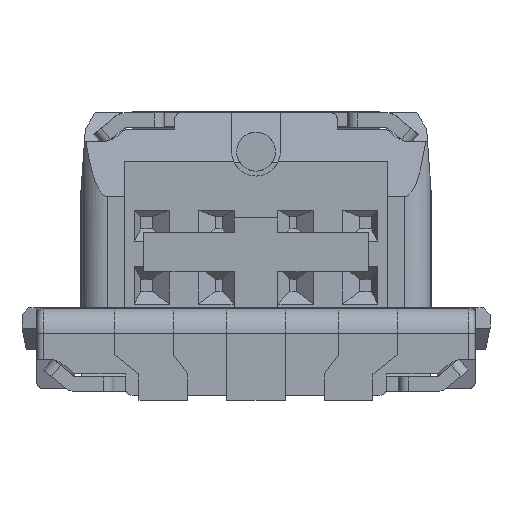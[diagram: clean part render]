
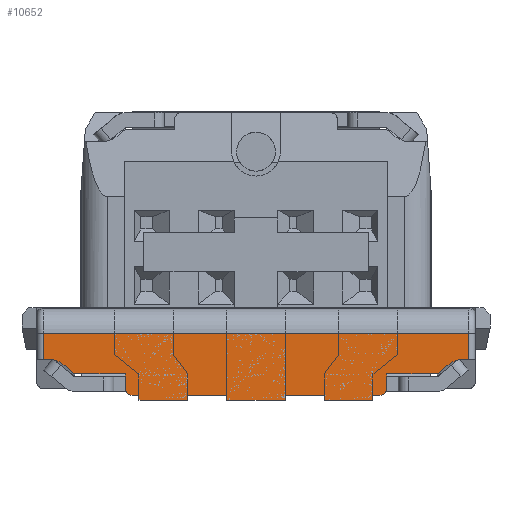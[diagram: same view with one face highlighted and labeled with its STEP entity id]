
A CAD part, front view. The second image highlights one B-rep face of the part: STEP entity #10652.
In plain terms, the highlighted planar face has unit normal (0, -1, 0).
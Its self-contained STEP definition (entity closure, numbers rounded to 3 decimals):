
#1121 = VERTEX_POINT('',#1122);
#1122 = CARTESIAN_POINT('',(-1.34,-0.9,-1.23));
#1128 = EDGE_CURVE('',#1129,#1121,#1131,.T.);
#1129 = VERTEX_POINT('',#1130);
#1130 = CARTESIAN_POINT('',(-1.86,-0.9,-1.23));
#1131 = LINE('',#1132,#1133);
#1132 = CARTESIAN_POINT('',(-1.34,-0.9,-1.23));
#1133 = VECTOR('',#1134,1.);
#1134 = DIRECTION('',(1.,-0.,-0.));
#1209 = VERTEX_POINT('',#1210);
#1210 = CARTESIAN_POINT('',(1.86,-0.9,-1.23));
#1216 = EDGE_CURVE('',#1217,#1209,#1219,.T.);
#1217 = VERTEX_POINT('',#1218);
#1218 = CARTESIAN_POINT('',(1.34,-0.9,-1.23));
#1219 = LINE('',#1220,#1221);
#1220 = CARTESIAN_POINT('',(1.86,-0.9,-1.23));
#1221 = VECTOR('',#1222,1.);
#1222 = DIRECTION('',(1.,-0.,-0.));
#8555 = VERTEX_POINT('',#8556);
#8556 = CARTESIAN_POINT('',(-2.18,-0.9,-0.811));
#8590 = VERTEX_POINT('',#8591);
#8591 = CARTESIAN_POINT('',(2.18,-0.9,-0.811));
#8655 = VERTEX_POINT('',#8656);
#8656 = CARTESIAN_POINT('',(1.2,-0.9,-1.45));
#8662 = EDGE_CURVE('',#8663,#8655,#8665,.T.);
#8663 = VERTEX_POINT('',#8664);
#8664 = CARTESIAN_POINT('',(1.2,-0.9,-1.5));
#8665 = LINE('',#8666,#8667);
#8666 = CARTESIAN_POINT('',(1.2,-0.9,-1.5));
#8667 = VECTOR('',#8668,1.);
#8668 = DIRECTION('',(0.,-0.,1.));
#8686 = EDGE_CURVE('',#8663,#8687,#8689,.T.);
#8687 = VERTEX_POINT('',#8688);
#8688 = CARTESIAN_POINT('',(0.7,-0.9,-1.5));
#8689 = LINE('',#8690,#8691);
#8690 = CARTESIAN_POINT('',(1.2,-0.9,-1.5));
#8691 = VECTOR('',#8692,1.);
#8692 = DIRECTION('',(-1.,0.,0.));
#8710 = VERTEX_POINT('',#8711);
#8711 = CARTESIAN_POINT('',(0.7,-0.9,-1.45));
#8719 = EDGE_CURVE('',#8687,#8710,#8720,.T.);
#8720 = LINE('',#8721,#8722);
#8721 = CARTESIAN_POINT('',(0.7,-0.9,-1.5));
#8722 = VECTOR('',#8723,1.);
#8723 = DIRECTION('',(0.,-0.,1.));
#8734 = VERTEX_POINT('',#8735);
#8735 = CARTESIAN_POINT('',(0.3,-0.9,-1.45));
#8741 = EDGE_CURVE('',#8742,#8734,#8744,.T.);
#8742 = VERTEX_POINT('',#8743);
#8743 = CARTESIAN_POINT('',(0.3,-0.9,-1.5));
#8744 = LINE('',#8745,#8746);
#8745 = CARTESIAN_POINT('',(0.3,-0.9,-1.5));
#8746 = VECTOR('',#8747,1.);
#8747 = DIRECTION('',(0.,-0.,1.));
#8765 = EDGE_CURVE('',#8742,#8766,#8768,.T.);
#8766 = VERTEX_POINT('',#8767);
#8767 = CARTESIAN_POINT('',(-0.3,-0.9,-1.5));
#8768 = LINE('',#8769,#8770);
#8769 = CARTESIAN_POINT('',(0.3,-0.9,-1.5));
#8770 = VECTOR('',#8771,1.);
#8771 = DIRECTION('',(-1.,0.,0.));
#8789 = VERTEX_POINT('',#8790);
#8790 = CARTESIAN_POINT('',(-0.3,-0.9,-1.45));
#8798 = EDGE_CURVE('',#8766,#8789,#8799,.T.);
#8799 = LINE('',#8800,#8801);
#8800 = CARTESIAN_POINT('',(-0.3,-0.9,-1.5));
#8801 = VECTOR('',#8802,1.);
#8802 = DIRECTION('',(0.,-0.,1.));
#8813 = VERTEX_POINT('',#8814);
#8814 = CARTESIAN_POINT('',(-0.7,-0.9,-1.45));
#8820 = EDGE_CURVE('',#8821,#8813,#8823,.T.);
#8821 = VERTEX_POINT('',#8822);
#8822 = CARTESIAN_POINT('',(-0.7,-0.9,-1.5));
#8823 = LINE('',#8824,#8825);
#8824 = CARTESIAN_POINT('',(-0.7,-0.9,-1.5));
#8825 = VECTOR('',#8826,1.);
#8826 = DIRECTION('',(0.,-0.,1.));
#8844 = EDGE_CURVE('',#8821,#8845,#8847,.T.);
#8845 = VERTEX_POINT('',#8846);
#8846 = CARTESIAN_POINT('',(-1.2,-0.9,-1.5));
#8847 = LINE('',#8848,#8849);
#8848 = CARTESIAN_POINT('',(-0.7,-0.9,-1.5));
#8849 = VECTOR('',#8850,1.);
#8850 = DIRECTION('',(-1.,0.,0.));
#8868 = VERTEX_POINT('',#8869);
#8869 = CARTESIAN_POINT('',(-1.2,-0.9,-1.45));
#8877 = EDGE_CURVE('',#8845,#8868,#8878,.T.);
#8878 = LINE('',#8879,#8880);
#8879 = CARTESIAN_POINT('',(-1.2,-0.9,-1.5));
#8880 = VECTOR('',#8881,1.);
#8881 = DIRECTION('',(0.,-0.,1.));
#8901 = VERTEX_POINT('',#8902);
#8902 = CARTESIAN_POINT('',(-2.18,-0.9,-1.08));
#8909 = EDGE_CURVE('',#8555,#8901,#8910,.T.);
#8910 = LINE('',#8911,#8912);
#8911 = CARTESIAN_POINT('',(-2.18,-0.9,-1.08));
#8912 = VECTOR('',#8913,1.);
#8913 = DIRECTION('',(0.,0.,-1.));
#8923 = EDGE_CURVE('',#8590,#8555,#8924,.T.);
#8924 = LINE('',#8925,#8926);
#8925 = CARTESIAN_POINT('',(2.25,-0.9,-0.811));
#8926 = VECTOR('',#8927,1.);
#8927 = DIRECTION('',(-1.,-0.,-0.));
#8948 = VERTEX_POINT('',#8949);
#8949 = CARTESIAN_POINT('',(2.18,-0.9,-1.08));
#8963 = EDGE_CURVE('',#8948,#8590,#8964,.T.);
#8964 = LINE('',#8965,#8966);
#8965 = CARTESIAN_POINT('',(2.18,-0.9,-0.811));
#8966 = VECTOR('',#8967,1.);
#8967 = DIRECTION('',(0.,0.,1.));
#10458 = EDGE_CURVE('',#10459,#8901,#10461,.T.);
#10459 = VERTEX_POINT('',#10460);
#10460 = CARTESIAN_POINT('',(-2.13,-0.9,-1.08));
#10461 = LINE('',#10462,#10463);
#10462 = CARTESIAN_POINT('',(-2.13,-0.9,-1.08));
#10463 = VECTOR('',#10464,1.);
#10464 = DIRECTION('',(-1.,0.,0.));
#10634 = VERTEX_POINT('',#10635);
#10635 = CARTESIAN_POINT('',(1.969,-0.9,-1.138));
#10641 = EDGE_CURVE('',#1209,#10634,#10642,.T.);
#10642 = LINE('',#10643,#10644);
#10643 = CARTESIAN_POINT('',(1.86,-0.9,-1.23));
#10644 = VECTOR('',#10645,1.);
#10645 = DIRECTION('',(0.766,0.,0.643));
#10652 = ADVANCED_FACE('',(#10653),#10759,.T.);
#10653 = FACE_BOUND('',#10654,.T.);
#10654 = EDGE_LOOP('',(#10655,#10663,#10664,#10665,#10666,#10667,#10676,
    #10682,#10683,#10691,#10700,#10706,#10707,#10708,#10709,#10715,
    #10716,#10717,#10718,#10724,#10725,#10726,#10727,#10735,#10744,
    #10750,#10751,#10752));
#10655 = ORIENTED_EDGE('',*,*,#10656,.T.);
#10656 = EDGE_CURVE('',#10657,#8948,#10659,.T.);
#10657 = VERTEX_POINT('',#10658);
#10658 = CARTESIAN_POINT('',(2.13,-0.9,-1.08));
#10659 = LINE('',#10660,#10661);
#10660 = CARTESIAN_POINT('',(2.13,-0.9,-1.08));
#10661 = VECTOR('',#10662,1.);
#10662 = DIRECTION('',(1.,0.,0.));
#10663 = ORIENTED_EDGE('',*,*,#8963,.T.);
#10664 = ORIENTED_EDGE('',*,*,#8923,.T.);
#10665 = ORIENTED_EDGE('',*,*,#8909,.T.);
#10666 = ORIENTED_EDGE('',*,*,#10458,.F.);
#10667 = ORIENTED_EDGE('',*,*,#10668,.F.);
#10668 = EDGE_CURVE('',#10669,#10459,#10671,.T.);
#10669 = VERTEX_POINT('',#10670);
#10670 = CARTESIAN_POINT('',(-1.969,-0.9,-1.138));
#10671 = CIRCLE('',#10672,0.25);
#10672 = AXIS2_PLACEMENT_3D('',#10673,#10674,#10675);
#10673 = CARTESIAN_POINT('',(-2.13,-0.9,-1.33));
#10674 = DIRECTION('',(0.,-1.,0.));
#10675 = DIRECTION('',(0.,0.,-1.));
#10676 = ORIENTED_EDGE('',*,*,#10677,.F.);
#10677 = EDGE_CURVE('',#1129,#10669,#10678,.T.);
#10678 = LINE('',#10679,#10680);
#10679 = CARTESIAN_POINT('',(-1.86,-0.9,-1.23));
#10680 = VECTOR('',#10681,1.);
#10681 = DIRECTION('',(-0.766,0.,0.643));
#10682 = ORIENTED_EDGE('',*,*,#1128,.T.);
#10683 = ORIENTED_EDGE('',*,*,#10684,.T.);
#10684 = EDGE_CURVE('',#1121,#10685,#10687,.T.);
#10685 = VERTEX_POINT('',#10686);
#10686 = CARTESIAN_POINT('',(-1.34,-0.9,-1.38));
#10687 = LINE('',#10688,#10689);
#10688 = CARTESIAN_POINT('',(-1.34,-0.9,-1.38));
#10689 = VECTOR('',#10690,1.);
#10690 = DIRECTION('',(-0.,-0.,-1.));
#10691 = ORIENTED_EDGE('',*,*,#10692,.T.);
#10692 = EDGE_CURVE('',#10685,#10693,#10695,.T.);
#10693 = VERTEX_POINT('',#10694);
#10694 = CARTESIAN_POINT('',(-1.27,-0.9,-1.45));
#10695 = CIRCLE('',#10696,0.07);
#10696 = AXIS2_PLACEMENT_3D('',#10697,#10698,#10699);
#10697 = CARTESIAN_POINT('',(-1.27,-0.9,-1.38));
#10698 = DIRECTION('',(0.,-1.,0.));
#10699 = DIRECTION('',(0.,0.,-1.));
#10700 = ORIENTED_EDGE('',*,*,#10701,.T.);
#10701 = EDGE_CURVE('',#10693,#8868,#10702,.T.);
#10702 = LINE('',#10703,#10704);
#10703 = CARTESIAN_POINT('',(1.27,-0.9,-1.45));
#10704 = VECTOR('',#10705,1.);
#10705 = DIRECTION('',(1.,0.,0.));
#10706 = ORIENTED_EDGE('',*,*,#8877,.F.);
#10707 = ORIENTED_EDGE('',*,*,#8844,.F.);
#10708 = ORIENTED_EDGE('',*,*,#8820,.T.);
#10709 = ORIENTED_EDGE('',*,*,#10710,.T.);
#10710 = EDGE_CURVE('',#8813,#8789,#10711,.T.);
#10711 = LINE('',#10712,#10713);
#10712 = CARTESIAN_POINT('',(1.27,-0.9,-1.45));
#10713 = VECTOR('',#10714,1.);
#10714 = DIRECTION('',(1.,0.,0.));
#10715 = ORIENTED_EDGE('',*,*,#8798,.F.);
#10716 = ORIENTED_EDGE('',*,*,#8765,.F.);
#10717 = ORIENTED_EDGE('',*,*,#8741,.T.);
#10718 = ORIENTED_EDGE('',*,*,#10719,.T.);
#10719 = EDGE_CURVE('',#8734,#8710,#10720,.T.);
#10720 = LINE('',#10721,#10722);
#10721 = CARTESIAN_POINT('',(1.27,-0.9,-1.45));
#10722 = VECTOR('',#10723,1.);
#10723 = DIRECTION('',(1.,0.,0.));
#10724 = ORIENTED_EDGE('',*,*,#8719,.F.);
#10725 = ORIENTED_EDGE('',*,*,#8686,.F.);
#10726 = ORIENTED_EDGE('',*,*,#8662,.T.);
#10727 = ORIENTED_EDGE('',*,*,#10728,.T.);
#10728 = EDGE_CURVE('',#8655,#10729,#10731,.T.);
#10729 = VERTEX_POINT('',#10730);
#10730 = CARTESIAN_POINT('',(1.27,-0.9,-1.45));
#10731 = LINE('',#10732,#10733);
#10732 = CARTESIAN_POINT('',(1.27,-0.9,-1.45));
#10733 = VECTOR('',#10734,1.);
#10734 = DIRECTION('',(1.,0.,0.));
#10735 = ORIENTED_EDGE('',*,*,#10736,.T.);
#10736 = EDGE_CURVE('',#10729,#10737,#10739,.T.);
#10737 = VERTEX_POINT('',#10738);
#10738 = CARTESIAN_POINT('',(1.34,-0.9,-1.38));
#10739 = CIRCLE('',#10740,0.07);
#10740 = AXIS2_PLACEMENT_3D('',#10741,#10742,#10743);
#10741 = CARTESIAN_POINT('',(1.27,-0.9,-1.38));
#10742 = DIRECTION('',(0.,-1.,0.));
#10743 = DIRECTION('',(0.,0.,-1.));
#10744 = ORIENTED_EDGE('',*,*,#10745,.T.);
#10745 = EDGE_CURVE('',#10737,#1217,#10746,.T.);
#10746 = LINE('',#10747,#10748);
#10747 = CARTESIAN_POINT('',(1.34,-0.9,-1.23));
#10748 = VECTOR('',#10749,1.);
#10749 = DIRECTION('',(-0.,-0.,1.));
#10750 = ORIENTED_EDGE('',*,*,#1216,.T.);
#10751 = ORIENTED_EDGE('',*,*,#10641,.T.);
#10752 = ORIENTED_EDGE('',*,*,#10753,.T.);
#10753 = EDGE_CURVE('',#10634,#10657,#10754,.T.);
#10754 = CIRCLE('',#10755,0.25);
#10755 = AXIS2_PLACEMENT_3D('',#10756,#10757,#10758);
#10756 = CARTESIAN_POINT('',(2.13,-0.9,-1.33));
#10757 = DIRECTION('',(0.,1.,0.));
#10758 = DIRECTION('',(0.,0.,-1.));
#10759 = PLANE('',#10760);
#10760 = AXIS2_PLACEMENT_3D('',#10761,#10762,#10763);
#10761 = CARTESIAN_POINT('',(-2.18,-0.9,-1.31));
#10762 = DIRECTION('',(0.,-1.,0.));
#10763 = DIRECTION('',(0.,-0.,-1.));
